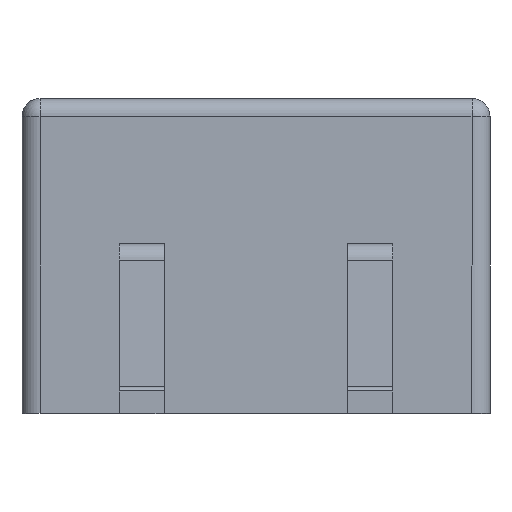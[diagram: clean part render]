
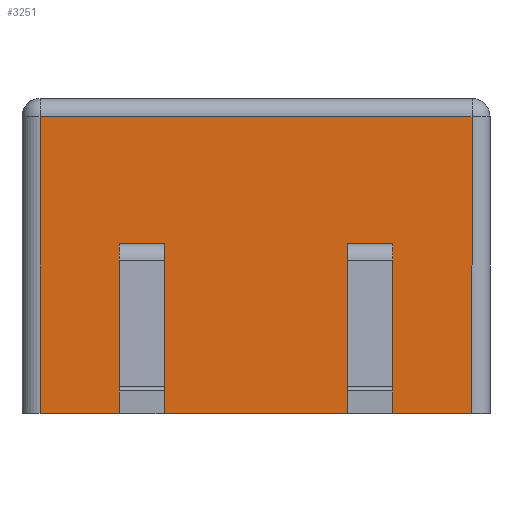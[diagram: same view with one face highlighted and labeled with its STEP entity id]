
A CAD part, front view. The second image highlights one B-rep face of the part: STEP entity #3251.
In plain terms, the highlighted planar face has unit normal (0, -1, 0).
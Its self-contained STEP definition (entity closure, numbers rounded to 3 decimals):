
#51 = VECTOR ( 'NONE', #1377, 1000. ) ;
#123 = EDGE_CURVE ( 'NONE', #821, #5368, #852, .T. ) ;
#287 = CARTESIAN_POINT ( 'NONE',  ( -1.02, -3.55, 1.888 ) ) ;
#288 = VERTEX_POINT ( 'NONE', #2193 ) ;
#289 = EDGE_CURVE ( 'NONE', #1827, #2492, #5966, .T. ) ;
#350 = CARTESIAN_POINT ( 'NONE',  ( 1.02, -3.55, 1.888 ) ) ;
#366 = ORIENTED_EDGE ( 'NONE', *, *, #6030, .F. ) ;
#387 = ORIENTED_EDGE ( 'NONE', *, *, #4592, .T. ) ;
#410 = VECTOR ( 'NONE', #3992, 1000. ) ;
#611 = CARTESIAN_POINT ( 'NONE',  ( 1.52, -3.55, 1.888 ) ) ;
#654 = ORIENTED_EDGE ( 'NONE', *, *, #3399, .T. ) ;
#762 = EDGE_CURVE ( 'NONE', #3009, #288, #5095, .T. ) ;
#821 = VERTEX_POINT ( 'NONE', #2971 ) ;
#828 = DIRECTION ( 'NONE',  ( 1., 0., 0. ) ) ;
#832 = CARTESIAN_POINT ( 'NONE',  ( 1.52, -3.55, 1.888 ) ) ;
#842 = DIRECTION ( 'NONE',  ( 0., 0., 1. ) ) ;
#852 = LINE ( 'NONE', #2172, #3996 ) ;
#937 = VECTOR ( 'NONE', #842, 1000. ) ;
#951 = ORIENTED_EDGE ( 'NONE', *, *, #289, .F. ) ;
#989 = VERTEX_POINT ( 'NONE', #5838 ) ;
#1011 = VECTOR ( 'NONE', #3403, 1000. ) ;
#1015 = LINE ( 'NONE', #5006, #5849 ) ;
#1022 = CARTESIAN_POINT ( 'NONE',  ( 1.52, -3.55, 1.638 ) ) ;
#1122 = CARTESIAN_POINT ( 'NONE',  ( -1.52, -3.55, 1.638 ) ) ;
#1143 = LINE ( 'NONE', #5976, #937 ) ;
#1232 = EDGE_LOOP ( 'NONE', ( #2624, #3475, #1343, #4185 ) ) ;
#1286 = LINE ( 'NONE', #832, #51 ) ;
#1343 = ORIENTED_EDGE ( 'NONE', *, *, #2565, .T. ) ;
#1365 = DIRECTION ( 'NONE',  ( 0., 0., 1. ) ) ;
#1377 = DIRECTION ( 'NONE',  ( -1., 0., 0. ) ) ;
#1517 = LINE ( 'NONE', #350, #5916 ) ;
#1536 = DIRECTION ( 'NONE',  ( 0., 1., 0. ) ) ;
#1652 = ORIENTED_EDGE ( 'NONE', *, *, #4277, .T. ) ;
#1673 = EDGE_LOOP ( 'NONE', ( #1652, #3969, #366, #951 ) ) ;
#1827 = VERTEX_POINT ( 'NONE', #1122 ) ;
#1957 = FACE_OUTER_BOUND ( 'NONE', #5182, .T. ) ;
#2005 = CARTESIAN_POINT ( 'NONE',  ( -2.6, -3.55, 3.5 ) ) ;
#2042 = VECTOR ( 'NONE', #1365, 1000. ) ;
#2152 = VECTOR ( 'NONE', #828, 1000. ) ;
#2164 = FACE_BOUND ( 'NONE', #1232, .T. ) ;
#2172 = CARTESIAN_POINT ( 'NONE',  ( -1.52, -3.55, 1.888 ) ) ;
#2193 = CARTESIAN_POINT ( 'NONE',  ( 1.02, -3.55, 1.638 ) ) ;
#2492 = VERTEX_POINT ( 'NONE', #3061 ) ;
#2515 = EDGE_CURVE ( 'NONE', #3961, #5871, #1015, .T. ) ;
#2527 = CARTESIAN_POINT ( 'NONE',  ( 1.52, -3.55, 1.888 ) ) ;
#2565 = EDGE_CURVE ( 'NONE', #288, #989, #1517, .T. ) ;
#2579 = DIRECTION ( 'NONE',  ( 1., 0., 0. ) ) ;
#2583 = CARTESIAN_POINT ( 'NONE',  ( -2.6, -3.55, 3.3 ) ) ;
#2624 = ORIENTED_EDGE ( 'NONE', *, *, #2817, .F. ) ;
#2817 = EDGE_CURVE ( 'NONE', #3009, #4130, #4611, .T. ) ;
#2971 = CARTESIAN_POINT ( 'NONE',  ( -1.52, -3.55, 1.888 ) ) ;
#3005 = EDGE_CURVE ( 'NONE', #5871, #3167, #5634, .T. ) ;
#3009 = VERTEX_POINT ( 'NONE', #5834 ) ;
#3061 = CARTESIAN_POINT ( 'NONE',  ( -1.02, -3.55, 1.638 ) ) ;
#3097 = ORIENTED_EDGE ( 'NONE', *, *, #3005, .T. ) ;
#3156 = EDGE_CURVE ( 'NONE', #4130, #989, #1286, .T. ) ;
#3167 = VERTEX_POINT ( 'NONE', #5171 ) ;
#3177 = AXIS2_PLACEMENT_3D ( 'NONE', #2005, #1536, #4830 ) ;
#3233 = CARTESIAN_POINT ( 'NONE',  ( -1.02, -3.55, 1.888 ) ) ;
#3251 = ADVANCED_FACE ( 'NONE', ( #2164, #1957, #5394 ), #4815, .F. ) ;
#3288 = LINE ( 'NONE', #3233, #2042 ) ;
#3399 = EDGE_CURVE ( 'NONE', #3167, #6034, #1143, .T. ) ;
#3403 = DIRECTION ( 'NONE',  ( 0., 0., 1. ) ) ;
#3475 = ORIENTED_EDGE ( 'NONE', *, *, #762, .T. ) ;
#3532 = DIRECTION ( 'NONE',  ( 1., 0., 0. ) ) ;
#3541 = DIRECTION ( 'NONE',  ( -1., 0., 0. ) ) ;
#3961 = VERTEX_POINT ( 'NONE', #4245 ) ;
#3969 = ORIENTED_EDGE ( 'NONE', *, *, #123, .T. ) ;
#3992 = DIRECTION ( 'NONE',  ( 0., 0., 1. ) ) ;
#3996 = VECTOR ( 'NONE', #3532, 1000. ) ;
#4078 = DIRECTION ( 'NONE',  ( 0., 0., -1. ) ) ;
#4130 = VERTEX_POINT ( 'NONE', #611 ) ;
#4185 = ORIENTED_EDGE ( 'NONE', *, *, #3156, .F. ) ;
#4245 = CARTESIAN_POINT ( 'NONE',  ( -2.4, -3.55, 3.3 ) ) ;
#4266 = ORIENTED_EDGE ( 'NONE', *, *, #2515, .T. ) ;
#4277 = EDGE_CURVE ( 'NONE', #1827, #821, #5450, .T. ) ;
#4413 = CARTESIAN_POINT ( 'NONE',  ( -2.6, -3.55, 0. ) ) ;
#4510 = DIRECTION ( 'NONE',  ( 0., 0., 1. ) ) ;
#4592 = EDGE_CURVE ( 'NONE', #6034, #3961, #5104, .T. ) ;
#4611 = LINE ( 'NONE', #2527, #1011 ) ;
#4804 = DIRECTION ( 'NONE',  ( -1., 0., 0. ) ) ;
#4815 = PLANE ( 'NONE',  #3177 ) ;
#4827 = VECTOR ( 'NONE', #2579, 1000. ) ;
#4830 = DIRECTION ( 'NONE',  ( 0., 0., 1. ) ) ;
#4948 = CARTESIAN_POINT ( 'NONE',  ( -1.52, -3.55, 1.888 ) ) ;
#5006 = CARTESIAN_POINT ( 'NONE',  ( -2.4, -3.55, 3.5 ) ) ;
#5095 = LINE ( 'NONE', #1022, #5683 ) ;
#5096 = CARTESIAN_POINT ( 'NONE',  ( 2.4, -3.55, 3.3 ) ) ;
#5104 = LINE ( 'NONE', #2583, #5889 ) ;
#5171 = CARTESIAN_POINT ( 'NONE',  ( 2.4, -3.55, 0. ) ) ;
#5182 = EDGE_LOOP ( 'NONE', ( #3097, #654, #387, #4266 ) ) ;
#5368 = VERTEX_POINT ( 'NONE', #287 ) ;
#5394 = FACE_BOUND ( 'NONE', #1673, .T. ) ;
#5450 = LINE ( 'NONE', #4948, #410 ) ;
#5474 = CARTESIAN_POINT ( 'NONE',  ( -1.52, -3.55, 1.638 ) ) ;
#5541 = CARTESIAN_POINT ( 'NONE',  ( -2.4, -3.55, 0. ) ) ;
#5634 = LINE ( 'NONE', #4413, #4827 ) ;
#5683 = VECTOR ( 'NONE', #4804, 1000. ) ;
#5834 = CARTESIAN_POINT ( 'NONE',  ( 1.52, -3.55, 1.638 ) ) ;
#5838 = CARTESIAN_POINT ( 'NONE',  ( 1.02, -3.55, 1.888 ) ) ;
#5849 = VECTOR ( 'NONE', #4078, 1000. ) ;
#5871 = VERTEX_POINT ( 'NONE', #5541 ) ;
#5889 = VECTOR ( 'NONE', #3541, 1000. ) ;
#5916 = VECTOR ( 'NONE', #4510, 1000. ) ;
#5966 = LINE ( 'NONE', #5474, #2152 ) ;
#5976 = CARTESIAN_POINT ( 'NONE',  ( 2.4, -3.55, 3.5 ) ) ;
#6030 = EDGE_CURVE ( 'NONE', #2492, #5368, #3288, .T. ) ;
#6034 = VERTEX_POINT ( 'NONE', #5096 ) ;
